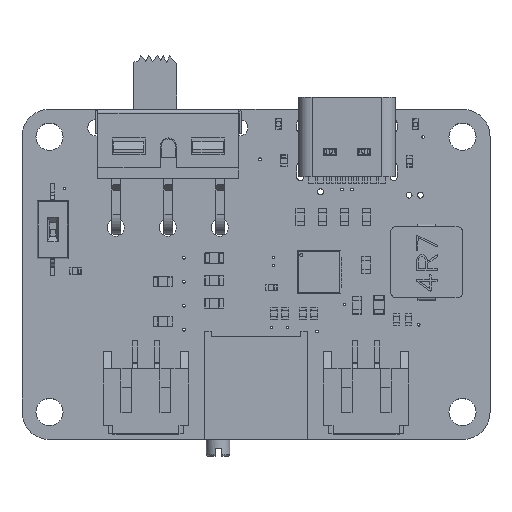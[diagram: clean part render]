
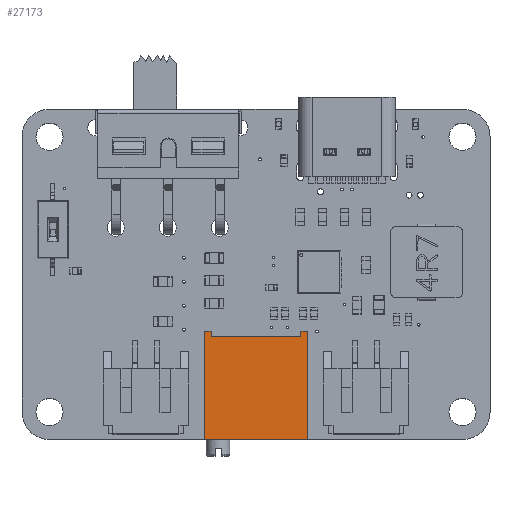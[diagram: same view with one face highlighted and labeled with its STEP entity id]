
A CAD part, top view. The second image highlights one B-rep face of the part: STEP entity #27173.
In plain terms, the highlighted planar face has unit normal (0, 0, 1).
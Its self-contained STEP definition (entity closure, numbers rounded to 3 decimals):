
#1681=PLANE('',#29091);
#2834=FACE_OUTER_BOUND('',#4472,.T.);
#4472=EDGE_LOOP('',(#20085,#20086,#20087,#20088,#20089,#20090,#20091,#20092));
#6219=LINE('',#40241,#9237);
#6226=LINE('',#40256,#9244);
#6234=LINE('',#40272,#9252);
#6245=LINE('',#40293,#9263);
#6248=LINE('',#40298,#9266);
#6254=LINE('',#40310,#9272);
#6257=LINE('',#40316,#9275);
#6261=LINE('',#40323,#9279);
#9237=VECTOR('',#31974,1000.);
#9244=VECTOR('',#31983,1000.);
#9252=VECTOR('',#31993,1000.);
#9263=VECTOR('',#32012,1000.);
#9266=VECTOR('',#32017,1000.);
#9272=VECTOR('',#32025,1000.);
#9275=VECTOR('',#32030,1000.);
#9279=VECTOR('',#32036,1000.);
#12901=VERTEX_POINT('',#40238);
#12902=VERTEX_POINT('',#40240);
#12908=VERTEX_POINT('',#40253);
#12909=VERTEX_POINT('',#40255);
#12916=VERTEX_POINT('',#40270);
#12922=VERTEX_POINT('',#40291);
#12928=VERTEX_POINT('',#40308);
#12930=VERTEX_POINT('',#40314);
#15577=EDGE_CURVE('',#12902,#12901,#6219,.T.);
#15584=EDGE_CURVE('',#12909,#12908,#6226,.T.);
#15592=EDGE_CURVE('',#12908,#12916,#6234,.T.);
#15603=EDGE_CURVE('',#12901,#12922,#6245,.T.);
#15606=EDGE_CURVE('',#12922,#12909,#6248,.T.);
#15612=EDGE_CURVE('',#12916,#12928,#6254,.T.);
#15615=EDGE_CURVE('',#12928,#12930,#6257,.T.);
#15619=EDGE_CURVE('',#12930,#12902,#6261,.T.);
#20085=ORIENTED_EDGE('',*,*,#15577,.T.);
#20086=ORIENTED_EDGE('',*,*,#15603,.T.);
#20087=ORIENTED_EDGE('',*,*,#15606,.T.);
#20088=ORIENTED_EDGE('',*,*,#15584,.T.);
#20089=ORIENTED_EDGE('',*,*,#15592,.T.);
#20090=ORIENTED_EDGE('',*,*,#15612,.T.);
#20091=ORIENTED_EDGE('',*,*,#15615,.T.);
#20092=ORIENTED_EDGE('',*,*,#15619,.T.);
#27173=ADVANCED_FACE('',(#2834),#1681,.F.);
#29091=AXIS2_PLACEMENT_3D('',#40324,#32037,#32038);
#31974=DIRECTION('',(0.,-1.,0.));
#31983=DIRECTION('',(1.,0.,0.));
#31993=DIRECTION('',(0.,1.,0.));
#32012=DIRECTION('',(-1.,0.,0.));
#32017=DIRECTION('',(0.,-1.,0.));
#32025=DIRECTION('',(-1.,0.,0.));
#32030=DIRECTION('',(0.,-1.,0.));
#32036=DIRECTION('',(1.,0.,0.));
#32037=DIRECTION('center_axis',(0.,0.,
-1.));
#32038=DIRECTION('ref_axis',(-1.,0.,0.));
#40238=CARTESIAN_POINT('',(-4.78,-4.13,4.96));
#40240=CARTESIAN_POINT('',(-4.78,4.13,4.96));
#40241=CARTESIAN_POINT('',(-4.78,4.13,4.96));
#40253=CARTESIAN_POINT('',(4.8,-4.765,4.96));
#40255=CARTESIAN_POINT('',(-5.23,-4.765,4.96));
#40256=CARTESIAN_POINT('',(-5.23,-4.765,4.96));
#40270=CARTESIAN_POINT('',(4.8,4.765,4.96));
#40272=CARTESIAN_POINT('',(4.8,-4.765,4.96));
#40291=CARTESIAN_POINT('',(-5.23,-4.13,4.96));
#40293=CARTESIAN_POINT('',(-4.78,-4.13,4.96));
#40298=CARTESIAN_POINT('',(-5.23,-4.13,4.96));
#40308=CARTESIAN_POINT('',(-5.23,4.765,4.96));
#40310=CARTESIAN_POINT('',(4.8,4.765,4.96));
#40314=CARTESIAN_POINT('',(-5.23,4.13,4.96));
#40316=CARTESIAN_POINT('',(-5.23,4.765,4.96));
#40323=CARTESIAN_POINT('',(-5.23,4.13,4.96));
#40324=CARTESIAN_POINT('Origin',(0.,0.,
4.96));
